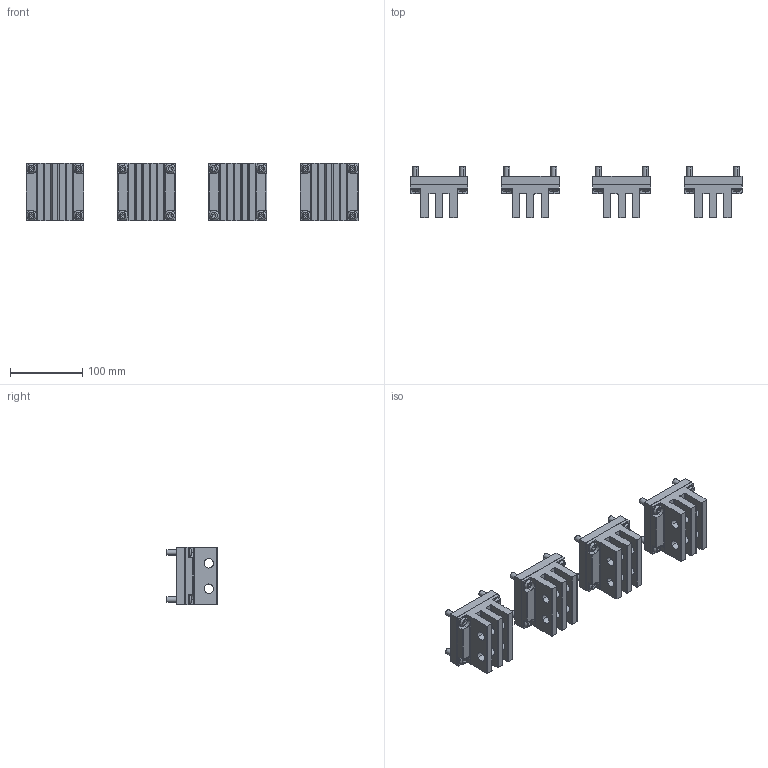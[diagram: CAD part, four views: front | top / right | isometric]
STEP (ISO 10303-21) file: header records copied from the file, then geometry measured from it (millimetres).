
FILE_DESCRIPTION(('CATIA V5 STEP Exchange'),'2;1');
FILE_NAME('1SDH001252R0208_1PA_001_01_E4.2_IV_F_TERMINALS_VR_LOWER_4000A.stp','2014-03-06T08:32:41+00:00',('none'),('none'),'CATIA Version 5 Release 20 SP 5 (IN-10)','CATIA V5 STEP AP214','none');
FILE_SCHEMA(('AUTOMOTIVE_DESIGN { 1 0 10303 214 1 1 1 1 }'));
Length unit declared in the file: millimetre
Products named in the file (1): 1SDH001252R0208_1PA_001_01_E4.2_IV_F_TERMINALS_VR_LOWER_4000A
Bounding box: 458 x 70.5 x 80 mm (x, y, z)
Volume: 871324.2 mm3; surface area: 233352.3 mm2
Topology: 24 solids, 24 shells, 752 faces, 1920 edges, 1232 vertices
Faces by surface type: cylinder 320, plane 304, cone 64, sphere 32, torus 32
Entity records: 21506 total; most frequent: CARTESIAN_POINT 4405, ORIENTED_EDGE 3776, DIRECTION 2720, EDGE_CURVE 1888, AXIS2_PLACEMENT_3D 1293, VERTEX_POINT 1232, EDGE_LOOP 944, VECTOR 936
